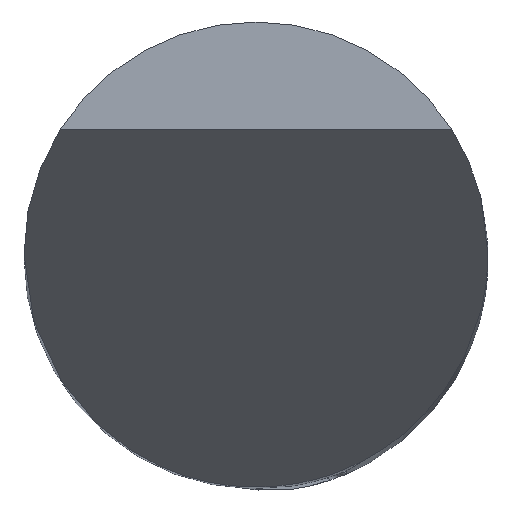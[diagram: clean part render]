
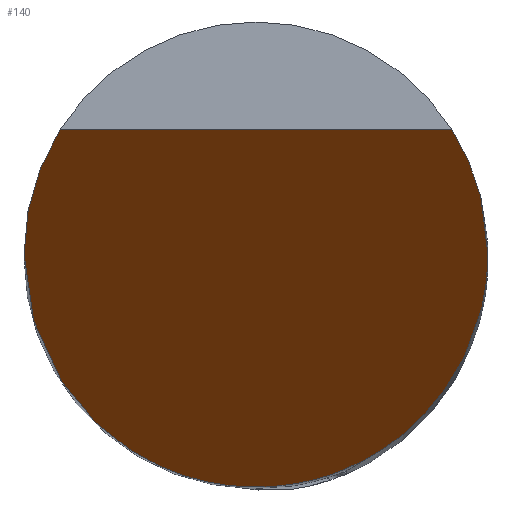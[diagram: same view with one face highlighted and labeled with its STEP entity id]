
A CAD part, top view. The second image highlights one B-rep face of the part: STEP entity #140.
In plain terms, the highlighted planar face has unit normal (0, -0.866, 0.5).
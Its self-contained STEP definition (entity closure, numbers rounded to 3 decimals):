
#50=(
BOUNDED_CURVE()
B_SPLINE_CURVE(3,(#668,#669,#670,#671),.UNSPECIFIED.,.F.,.F.)
B_SPLINE_CURVE_WITH_KNOTS((4,4),(0.,1.),.UNSPECIFIED.)
CURVE()
GEOMETRIC_REPRESENTATION_ITEM()
RATIONAL_B_SPLINE_CURVE((1.,0.973,0.973,1.))
REPRESENTATION_ITEM('')
);
#51=(
BOUNDED_CURVE()
B_SPLINE_CURVE(3,(#675,#676,#677,#678),.UNSPECIFIED.,.F.,.F.)
B_SPLINE_CURVE_WITH_KNOTS((4,4),(0.,1.),.UNSPECIFIED.)
CURVE()
GEOMETRIC_REPRESENTATION_ITEM()
RATIONAL_B_SPLINE_CURVE((1.,0.973,0.973,1.))
REPRESENTATION_ITEM('')
);
#54=(
BOUNDED_CURVE()
B_SPLINE_CURVE(3,(#733,#734,#735,#736),.UNSPECIFIED.,.F.,.F.)
B_SPLINE_CURVE_WITH_KNOTS((4,4),(0.,1.),.UNSPECIFIED.)
CURVE()
GEOMETRIC_REPRESENTATION_ITEM()
RATIONAL_B_SPLINE_CURVE((1.,0.333,0.333,1.))
REPRESENTATION_ITEM('')
);
#77=LINE('',#805,#112);
#112=VECTOR('',#577,1.);
#140=ADVANCED_FACE('',(#182),#162,.T.);
#162=PLANE('',#518);
#182=FACE_OUTER_BOUND('',#207,.T.);
#207=EDGE_LOOP('',(#266,#267,#268,#269));
#266=ORIENTED_EDGE('',*,*,#422,.T.);
#267=ORIENTED_EDGE('',*,*,#395,.T.);
#268=ORIENTED_EDGE('',*,*,#411,.T.);
#269=ORIENTED_EDGE('',*,*,#397,.T.);
#353=VERTEX_POINT('',#667);
#354=VERTEX_POINT('',#672);
#355=VERTEX_POINT('',#674);
#356=VERTEX_POINT('',#679);
#395=EDGE_CURVE('',#354,#353,#50,.T.);
#397=EDGE_CURVE('',#356,#355,#51,.T.);
#411=EDGE_CURVE('',#353,#356,#54,.T.);
#422=EDGE_CURVE('',#355,#354,#77,.T.);
#518=AXIS2_PLACEMENT_3D('',#806,#578,#579);
#577=DIRECTION('',(-1.,0.,0.));
#578=DIRECTION('',(0.,-0.866,0.5));
#579=DIRECTION('',(0.,0.5,0.866));
#667=CARTESIAN_POINT('',(-3.5,0.,0.));
#668=CARTESIAN_POINT('',(-2.955,1.876,3.25));
#669=CARTESIAN_POINT('',(-3.313,1.312,2.272));
#670=CARTESIAN_POINT('',(-3.5,0.669,1.159));
#671=CARTESIAN_POINT('',(-3.5,0.,0.));
#672=CARTESIAN_POINT('',(-2.955,1.876,3.25));
#674=CARTESIAN_POINT('',(2.955,1.876,3.25));
#675=CARTESIAN_POINT('',(3.5,0.,0.));
#676=CARTESIAN_POINT('',(3.5,0.669,1.159));
#677=CARTESIAN_POINT('',(3.313,1.312,2.272));
#678=CARTESIAN_POINT('',(2.955,1.876,3.25));
#679=CARTESIAN_POINT('',(3.5,0.,0.));
#733=CARTESIAN_POINT('',(-3.5,0.,0.));
#734=CARTESIAN_POINT('',(-3.5,-7.,-12.124));
#735=CARTESIAN_POINT('',(3.5,-7.,-12.124));
#736=CARTESIAN_POINT('',(3.5,0.,0.));
#805=CARTESIAN_POINT('',(-84.091,1.876,3.25));
#806=CARTESIAN_POINT('',(-84.091,4.054,7.021));
